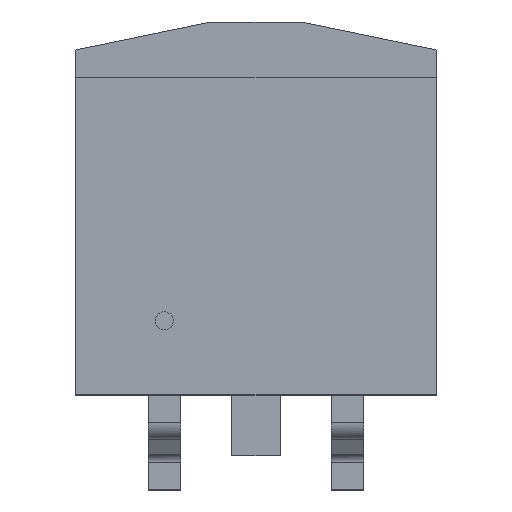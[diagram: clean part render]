
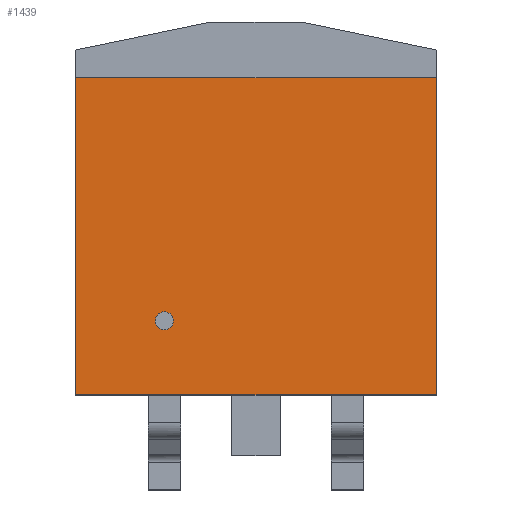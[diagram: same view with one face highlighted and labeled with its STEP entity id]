
A CAD part, top view. The second image highlights one B-rep face of the part: STEP entity #1439.
In plain terms, the highlighted planar face has unit normal (0, 0, 1).
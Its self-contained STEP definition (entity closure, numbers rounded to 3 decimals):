
#5 = CARTESIAN_POINT ( 'NONE',  ( -5.194, -5.372, 4.597 ) ) ;
#90 = VECTOR ( 'NONE', #656, 1000. ) ;
#125 = EDGE_CURVE ( 'NONE', #173, #624, #1804, .T. ) ;
#173 = VERTEX_POINT ( 'NONE', #673 ) ;
#201 = LINE ( 'NONE', #1081, #1277 ) ;
#230 = LINE ( 'NONE', #1393, #1834 ) ;
#321 = EDGE_LOOP ( 'NONE', ( #1302, #642, #1211, #885 ) ) ;
#374 = CARTESIAN_POINT ( 'NONE',  ( -5.194, -5.372, 4.597 ) ) ;
#523 = VERTEX_POINT ( 'NONE', #1047 ) ;
#624 = VERTEX_POINT ( 'NONE', #1487 ) ;
#642 = ORIENTED_EDGE ( 'NONE', *, *, #786, .F. ) ;
#656 = DIRECTION ( 'NONE',  ( 1., 0., 0. ) ) ;
#673 = CARTESIAN_POINT ( 'NONE',  ( -5.194, 3.76, 4.597 ) ) ;
#712 = VECTOR ( 'NONE', #1200, 1000. ) ;
#786 = EDGE_CURVE ( 'NONE', #1084, #173, #230, .T. ) ;
#885 = ORIENTED_EDGE ( 'NONE', *, *, #1462, .F. ) ;
#928 = DIRECTION ( 'NONE',  ( 0., 0., 1. ) ) ;
#946 = PLANE ( 'NONE',  #1050 ) ;
#1047 = CARTESIAN_POINT ( 'NONE',  ( 5.194, -5.372, 4.597 ) ) ;
#1050 = AXIS2_PLACEMENT_3D ( 'NONE', #374, #928, #1827 ) ;
#1081 = CARTESIAN_POINT ( 'NONE',  ( 5.194, -5.372, 4.597 ) ) ;
#1084 = VERTEX_POINT ( 'NONE', #1688 ) ;
#1099 = FACE_OUTER_BOUND ( 'NONE', #321, .T. ) ;
#1200 = DIRECTION ( 'NONE',  ( -1., 0., 0. ) ) ;
#1211 = ORIENTED_EDGE ( 'NONE', *, *, #1373, .F. ) ;
#1277 = VECTOR ( 'NONE', #1661, 1000. ) ;
#1302 = ORIENTED_EDGE ( 'NONE', *, *, #125, .F. ) ;
#1307 = LINE ( 'NONE', #5, #712 ) ;
#1373 = EDGE_CURVE ( 'NONE', #523, #1084, #1307, .T. ) ;
#1393 = CARTESIAN_POINT ( 'NONE',  ( -5.194, 3.76, 4.597 ) ) ;
#1439 = ADVANCED_FACE ( 'NONE', ( #1099 ), #946, .T. ) ;
#1462 = EDGE_CURVE ( 'NONE', #624, #523, #201, .T. ) ;
#1487 = CARTESIAN_POINT ( 'NONE',  ( 5.194, 3.76, 4.597 ) ) ;
#1661 = DIRECTION ( 'NONE',  ( 0., -1., 0. ) ) ;
#1681 = DIRECTION ( 'NONE',  ( 0., 1., 0. ) ) ;
#1685 = CARTESIAN_POINT ( 'NONE',  ( 5.194, 3.76, 4.597 ) ) ;
#1688 = CARTESIAN_POINT ( 'NONE',  ( -5.194, -5.372, 4.597 ) ) ;
#1804 = LINE ( 'NONE', #1685, #90 ) ;
#1827 = DIRECTION ( 'NONE',  ( 1., 0., 0. ) ) ;
#1834 = VECTOR ( 'NONE', #1681, 1000. ) ;
